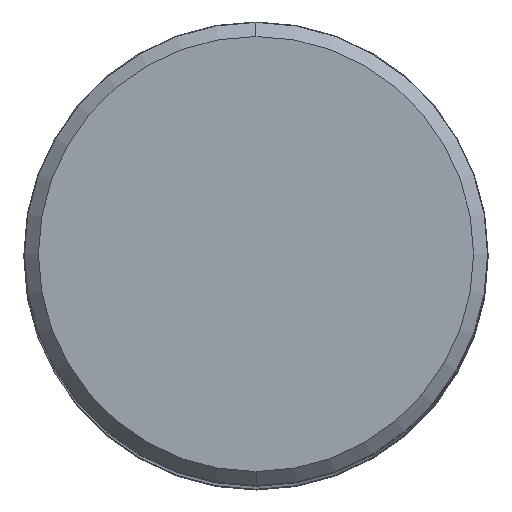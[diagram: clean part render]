
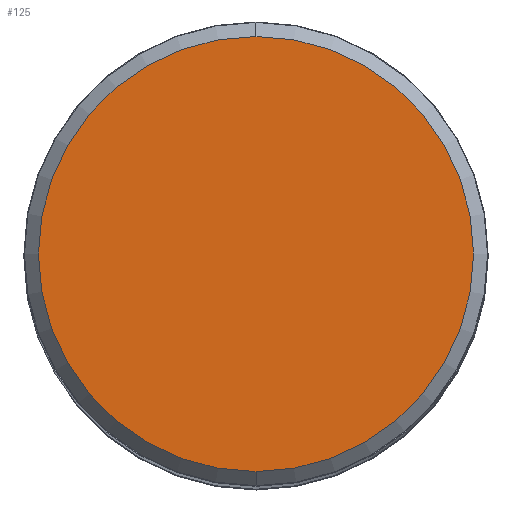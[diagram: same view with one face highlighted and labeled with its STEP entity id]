
A CAD part, top view. The second image highlights one B-rep face of the part: STEP entity #125.
In plain terms, the highlighted planar face has unit normal (0, 0, 1).
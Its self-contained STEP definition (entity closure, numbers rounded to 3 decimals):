
#53=PLANE('',#1088);
#125=ADVANCED_FACE('',(#202),#53,.F.);
#202=FACE_OUTER_BOUND('',#262,.T.);
#262=EDGE_LOOP('',(#438,#439));
#438=ORIENTED_EDGE('',*,*,#654,.T.);
#439=ORIENTED_EDGE('',*,*,#657,.T.);
#556=VERTEX_POINT('',#1668);
#557=VERTEX_POINT('',#1669);
#654=EDGE_CURVE('',#556,#557,#757,.T.);
#657=EDGE_CURVE('',#557,#556,#758,.T.);
#757=CIRCLE('',#1084,14.875);
#758=CIRCLE('',#1086,14.875);
#1084=AXIS2_PLACEMENT_3D('',#1667,#1377,#1378);
#1086=AXIS2_PLACEMENT_3D('',#1673,#1383,#1384);
#1088=AXIS2_PLACEMENT_3D('',#1675,#1387,#1388);
#1377=DIRECTION('',(0.,0.,1.));
#1378=DIRECTION('',(0.,1.,0.));
#1383=DIRECTION('',(0.,0.,1.));
#1384=DIRECTION('',(0.,-1.,0.));
#1387=DIRECTION('',(0.,0.,-1.));
#1388=DIRECTION('',(0.,1.,0.));
#1667=CARTESIAN_POINT('',(0.,0.,0.));
#1668=CARTESIAN_POINT('',(0.,14.875,0.));
#1669=CARTESIAN_POINT('',(0.,-14.875,0.));
#1673=CARTESIAN_POINT('',(0.,0.,0.));
#1675=CARTESIAN_POINT('',(0.,0.,0.));
